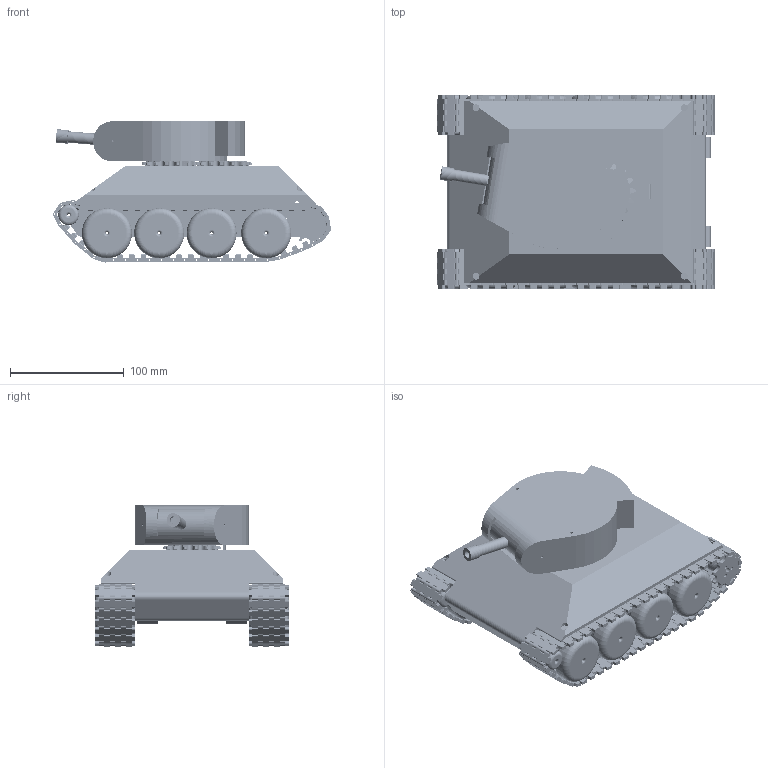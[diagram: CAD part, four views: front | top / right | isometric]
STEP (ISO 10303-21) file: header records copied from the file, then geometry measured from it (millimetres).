
FILE_DESCRIPTION(/* description */ (''),/* implementation_level */ '2;1');
FILE_NAME(/* name */ 'сборка 2 v16.step',/* time_stamp */ '2022-03-07T02:32:55+03:00',/* author */ (''),/* organization */ (''),/* preprocessor_version */ 'ST-DEVELOPER v18.1',/* originating_system */ 'Autodesk Translation Framework v10.13.0.1454',/* authorisation */ '');
FILE_SCHEMA (('AUTOMOTIVE_DESIGN { 1 0 10303 214 3 1 1 }'));
Length unit declared in the file: millimetre
Products named in the file (29): сборка 2; корпус нижняя 
часть; arduino motor; корпус верх; 2299K304_Flat Sprocket; microservoAssembly; башня втулка; шестеренка серво; башня; microservoAssembly_1; microservoSG90; microservoArm_A2; барабан башни; дуло; Module laser; Revolution001; Pocket; башня крышка; натяжитель; ленивец; ведущий трак; модуль гусеницы; фиксатор натяжителя; корпус нижняя 
часть v11(Mirror); натяжитель v3(Mi
rror); ленивец v4(Mirror); ведущий трак 
v7(Mirror); модуль гусеницы 
v2(Mirror); arduino motor v1(Mirror)
Assembly tree (139 placements, depth 5):
  сборка 2
    корпус нижняя 
часть
      arduino motor
    корпус верх
      2299K304_Flat Sprocket
      microservoAssembly
        microservoSG90
        microservoArm_A2
      башня втулка
      шестеренка серво
    башня
      microservoAssembly_1
        microservoSG90
        microservoArm_A2
      барабан башни
      дуло
        Module laser
          Revolution001
          Pocket
    башня крышка
    натяжитель
    ленивец  x4
    ведущий трак
    модуль гусеницы  x52
    фиксатор натяжителя
    корпус нижняя 
часть v11(Mirror)
      arduino motor v1(Mirror)
    натяжитель v3(Mi
rror)
    ленивец v4(Mirror)  x4
    ведущий трак 
v7(Mirror)
    модуль гусеницы 
v2(Mirror)  x52
    arduino motor v1(Mirror)
Bounding box: 244.43 x 170 x 124.03 mm (x, y, z)
Volume: 1088244.4 mm3; surface area: 558093.7 mm2
Topology: 142 solids, 142 shells, 9242 faces, 25409 edges, 16588 vertices
Faces by surface type: plane 4579, cylinder 4449, torus 103, cone 60, bspline 43, sphere 8
Full cylindrical faces by diameter (mm): 1 x28, 1.3 x624, 1.6 x2, 2 x39, 2.4 x2, 3 x37, 4 x8, 4.7 x2, 4.9 x4, 5 x1, 5.4 x6, 6 x6, 6.4 x1, 7 x2, 7.492 x3, 8 x3, 10 x4, 10.7 x2, 12 x1, 12.7 x4, 15 x5, 18 x4, 29 x1, 34 x8, 35.5 x1, 44 x16
Entity records: 52276 total; most frequent: CARTESIAN_POINT 13553, ORIENTED_EDGE 7852, DIRECTION 7805, EDGE_CURVE 3926, AXIS2_PLACEMENT_3D 2930, VERTEX_POINT 2574, LINE 1945, VECTOR 1945
